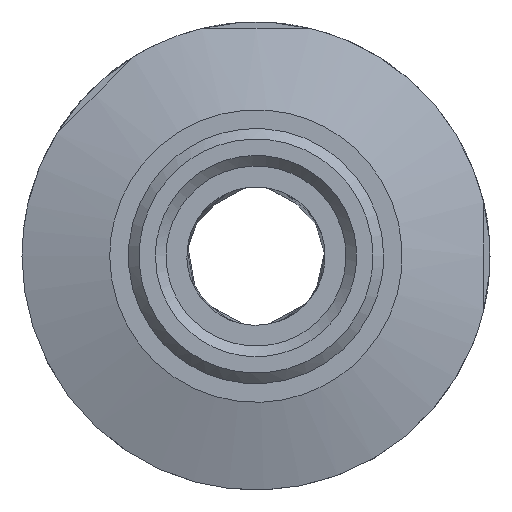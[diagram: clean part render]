
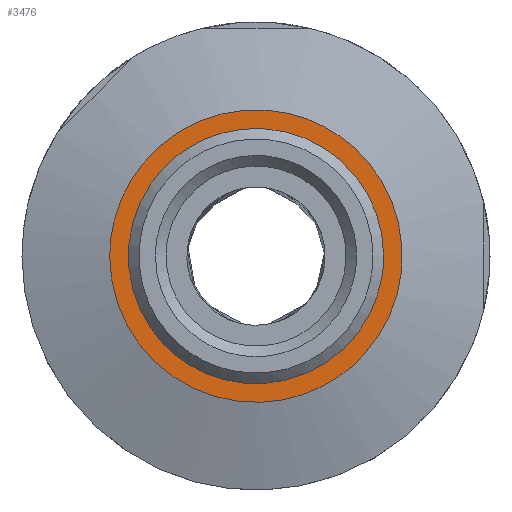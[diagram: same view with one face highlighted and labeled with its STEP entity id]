
A CAD part, left-side view. The second image highlights one B-rep face of the part: STEP entity #3476.
In plain terms, the highlighted free-form (B-spline) face has degree [1, 1] with [2, 2] control points.
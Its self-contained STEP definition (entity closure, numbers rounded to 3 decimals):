
#3352 = VERTEX_POINT('',#3353);
#3353 = CARTESIAN_POINT('',(23.796,32.719,
    0.));
#3358 = EDGE_CURVE('',#3352,#3352,#3359,.T.);
#3359 = ( BOUNDED_CURVE() B_SPLINE_CURVE(2,(#3360,#3361,#3362,#3363,
#3364,#3365,#3366),.UNSPECIFIED.,.T.,.F.) B_SPLINE_CURVE_WITH_KNOTS((1,2
    ,2,2,2,1),(-2.094,0.,2.094,4.189,
6.283,8.378),.UNSPECIFIED.) CURVE() 
GEOMETRIC_REPRESENTATION_ITEM() RATIONAL_B_SPLINE_CURVE((1.,0.5,1.,0.5,
1.,0.5,1.)) REPRESENTATION_ITEM('') );
#3360 = CARTESIAN_POINT('',(23.796,32.719,
    0.));
#3361 = CARTESIAN_POINT('',(23.796,32.719,
    -56.671));
#3362 = CARTESIAN_POINT('',(23.796,-16.36,
    -28.335));
#3363 = CARTESIAN_POINT('',(23.796,-65.438,
    0.));
#3364 = CARTESIAN_POINT('',(23.796,-16.36,
    28.335));
#3365 = CARTESIAN_POINT('',(23.796,32.719,
    56.671));
#3366 = CARTESIAN_POINT('',(23.796,32.719,
    0.));
#3476 = ADVANCED_FACE('',(#3477,#3480),#3494,.T.);
#3477 = FACE_BOUND('',#3478,.T.);
#3478 = EDGE_LOOP('',(#3479));
#3479 = ORIENTED_EDGE('',*,*,#3358,.T.);
#3480 = FACE_BOUND('',#3481,.T.);
#3481 = EDGE_LOOP('',(#3482));
#3482 = ORIENTED_EDGE('',*,*,#3483,.F.);
#3483 = EDGE_CURVE('',#3484,#3484,#3486,.T.);
#3484 = VERTEX_POINT('',#3485);
#3485 = CARTESIAN_POINT('',(23.796,-27.96,0.));
#3486 = ( BOUNDED_CURVE() B_SPLINE_CURVE(2,(#3487,#3488,#3489,#3490,
#3491,#3492,#3493),.UNSPECIFIED.,.T.,.F.) B_SPLINE_CURVE_WITH_KNOTS((1,2
    ,2,2,2,1),(-2.094,0.,2.094,4.189,
6.283,8.378),.UNSPECIFIED.) CURVE() 
GEOMETRIC_REPRESENTATION_ITEM() RATIONAL_B_SPLINE_CURVE((1.,0.5,1.,0.5,
1.,0.5,1.)) REPRESENTATION_ITEM('') );
#3487 = CARTESIAN_POINT('',(23.796,-27.96,
    0.));
#3488 = CARTESIAN_POINT('',(23.796,-27.96,
    48.428));
#3489 = CARTESIAN_POINT('',(23.796,13.98,
    24.214));
#3490 = CARTESIAN_POINT('',(23.796,55.92,
    0.));
#3491 = CARTESIAN_POINT('',(23.796,13.98,
    -24.214));
#3492 = CARTESIAN_POINT('',(23.796,-27.96,
    -48.428));
#3493 = CARTESIAN_POINT('',(23.796,-27.96,
    0.));
#3494 = B_SPLINE_SURFACE_WITH_KNOTS('',1,1,(
    (#3495,#3496)
    ,(#3497,#3498
    )),.UNSPECIFIED.,.F.,.F.,.F.,(2,2),(2,2),(-27.5,27.5),(-27.5,27.5),
  .PIECEWISE_BEZIER_KNOTS.);
#3495 = CARTESIAN_POINT('',(23.796,32.719,
    -32.719));
#3496 = CARTESIAN_POINT('',(23.796,32.719,
    32.719));
#3497 = CARTESIAN_POINT('',(23.796,-32.719,
    -32.719));
#3498 = CARTESIAN_POINT('',(23.796,-32.719,
    32.719));
